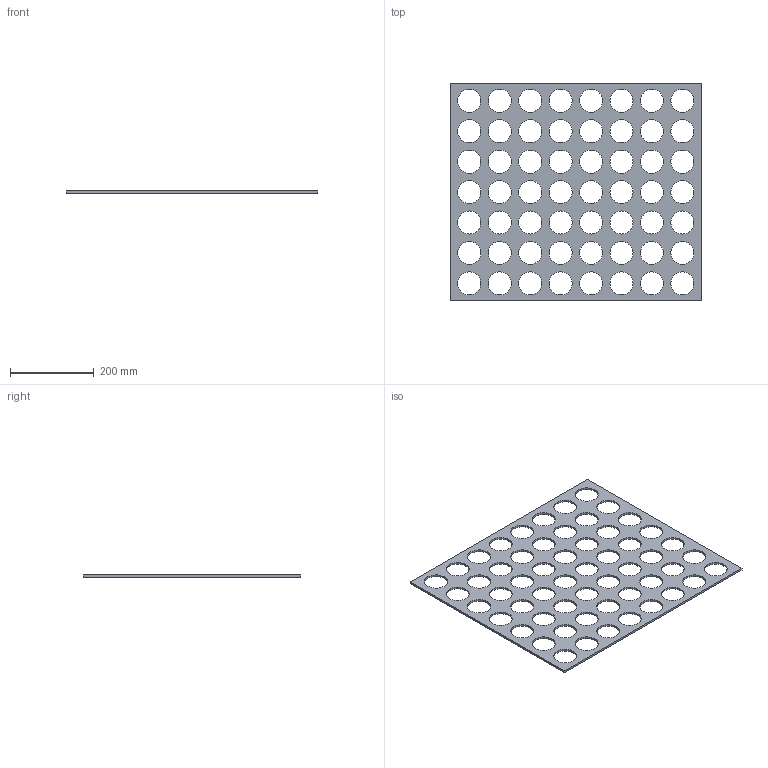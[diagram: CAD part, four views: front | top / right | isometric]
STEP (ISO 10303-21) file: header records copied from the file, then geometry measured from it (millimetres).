
FILE_DESCRIPTION (( 'STEP AP214' ), '1' );
FILE_NAME ('Plaque 8x7.STEP', '2019-10-16T10:53:36', ( '' ), ( '' ), 'SwSTEP 2.0', 'SolidWorks 2018', '' );
FILE_SCHEMA (( 'AUTOMOTIVE_DESIGN' ));
Length unit declared in the file: millimetre
Products named in the file (1): Plaque 8x7
Bounding box: 600 x 520 x 5 mm (x, y, z)
Volume: 894767.8 mm3; surface area: 417487.6 mm2
Topology: 1 solids, 1 shells, 118 faces, 348 edges, 232 vertices
Faces by surface type: cylinder 112, plane 6
Entity records: 4334 total; most frequent: DIRECTION 810, CARTESIAN_POINT 699, ORIENTED_EDGE 696, EDGE_CURVE 348, AXIS2_PLACEMENT_3D 343, VERTEX_POINT 232, EDGE_LOOP 230, CIRCLE 224
